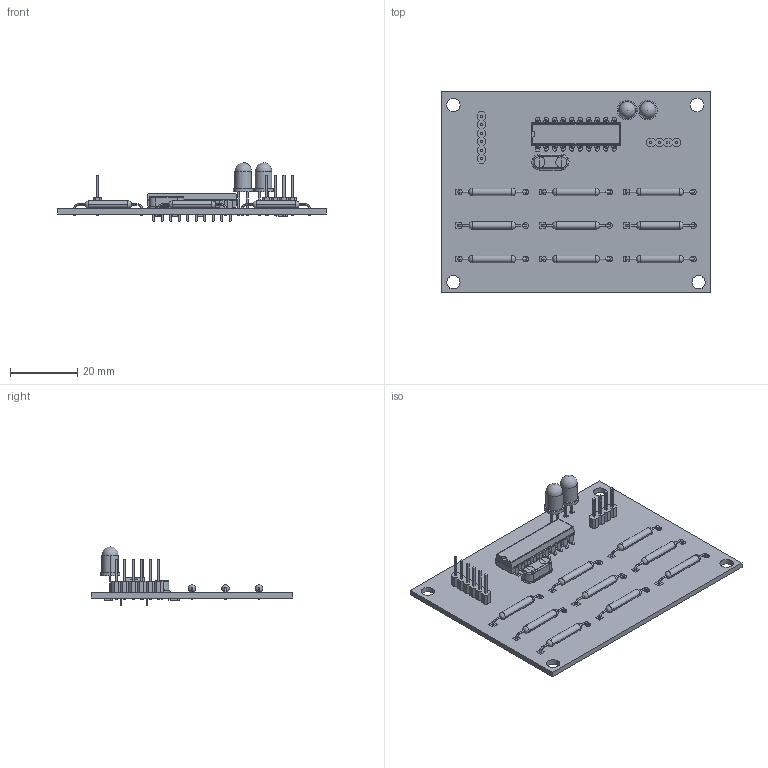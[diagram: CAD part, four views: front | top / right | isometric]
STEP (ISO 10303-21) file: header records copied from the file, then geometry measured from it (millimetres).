
FILE_DESCRIPTION (( 'STEP AP210' ), '1' );
FILE_NAME ('ReedWithPIC16F690', '', ( '' ), ( '' ), 'STEP 3.0', 'TARGET 3001!', '' );
FILE_SCHEMA (( 'ELECTRONIC_ASSEMBLY_INTERCONNECT_AND_PACKAGING_DESIGN' ));
Length unit declared in the file: millimetre
Products named in the file (85): ReedWithPIC16F690; Board_assembly; Board; PadsAndTracks_assembly; Copper_+5V_assembly; Copper_+5V; Copper_row2_assembly; Copper_row2; Copper_row1_assembly; Copper_row1; Copper_col1_assembly; Copper_col1; Copper_row3_assembly; Copper_row3; Copper_col2_assembly; Copper_col2; Copper_col3_assembly; Copper_col3; Copper_GND_assembly; Copper_GND; Copper_icsp_dat_assembly; Copper_icsp_dat; Copper_icsp_clk_assembly; Copper_icsp_clk; Copper_mclr_assembly; Copper_mclr; Copper_K_assembly; Copper_K; Copper_Sig$43_assembly; Copper_Sig$43; Copper_ser_out1_assembly; Copper_ser_out1; Copper_ser_out2_assembly; Copper_ser_out2; Copper_grn_assembly; Copper_grn; Copper_red_assembly; Copper_red; Copper_osc1_assembly; Copper_osc1 ...
Assembly tree (103 placements, depth 5):
  ReedWithPIC16F690
    Board_assembly
      Board
    PadsAndTracks_assembly
      Copper_+5V_assembly
        Copper_+5V
      Copper_row2_assembly
        Copper_row2
      Copper_row1_assembly
        Copper_row1
      Copper_col1_assembly
        Copper_col1
      Copper_row3_assembly
        Copper_row3
      Copper_col2_assembly
        Copper_col2
      Copper_col3_assembly
        Copper_col3
      Copper_GND_assembly
        Copper_GND
      Copper_icsp_dat_assembly
        Copper_icsp_dat
      Copper_icsp_clk_assembly
        Copper_icsp_clk
      Copper_mclr_assembly
        Copper_mclr
      Copper_K_assembly
        Copper_K
      Copper_Sig$43_assembly
        Copper_Sig$43
      Copper_ser_out1_assembly
        Copper_ser_out1
      Copper_ser_out2_assembly
        Copper_ser_out2
      Copper_grn_assembly
        Copper_grn
      Copper_red_assembly
        Copper_red
      Copper_osc1_assembly
        Copper_osc1
      Copper_osc2_assembly
        Copper_osc2
      Copper__assembly
        Copper_
    X1_assembly
      X1
    X2_assembly
      X2
    X3_assembly
      X3
    X4_assembly
      X4
    X5_assembly
      X5
    X6_assembly
      X6
    X7_assembly
      X7
    X8_assembly
      X8
Bounding box: 80 x 60 x 17.48 mm (x, y, z)
Volume: 9876.2 mm3; surface area: 21119 mm2
Topology: 245 solids, 245 shells, 4310 faces, 10364 edges, 6344 vertices
Faces by surface type: plane 2240, cylinder 1548, bspline 480, torus 22, sphere 20
Entity records: 71771 total; most frequent: ORIENTED_EDGE 13936, DIRECTION 9397, EDGE_CURVE 6968, CARTESIAN_POINT 6792, LINE 5350, VECTOR 5119, VERTEX_POINT 4632, AXIS2_PLACEMENT_3D 3294
